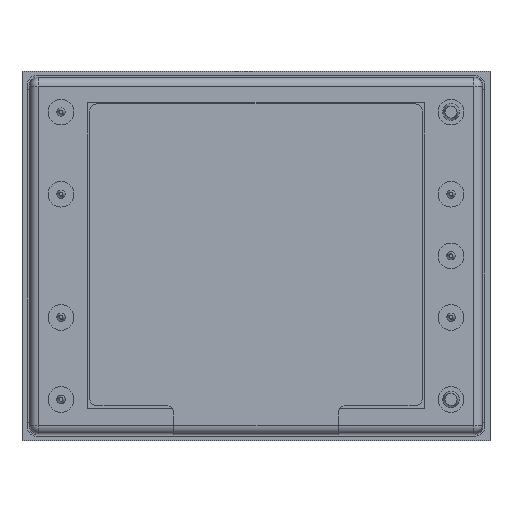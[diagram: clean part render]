
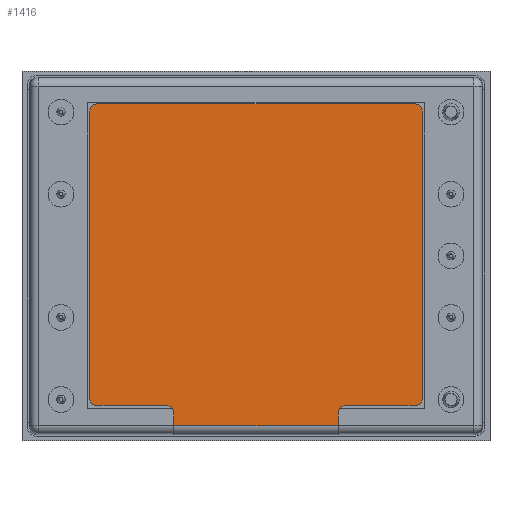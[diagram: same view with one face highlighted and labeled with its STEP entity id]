
A CAD part, top view. The second image highlights one B-rep face of the part: STEP entity #1416.
In plain terms, the highlighted planar face has unit normal (0, 0, 1).
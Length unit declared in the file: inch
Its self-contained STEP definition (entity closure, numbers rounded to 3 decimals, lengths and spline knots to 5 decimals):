
#1358 = VERTEX_POINT ( 'NONE', #3190 ) ;
#1360 = VERTEX_POINT ( 'NONE', #3184 ) ;
#1411 = ORIENTED_EDGE ( 'NONE', *, *, #1595, .T. ) ;
#1412 = EDGE_CURVE ( 'NONE', #1439, #1453, #3401, .T. ) ;
#1416 = ADVANCED_FACE ( 'NONE', ( #3431 ), #3434, .T. ) ;
#1417 = ORIENTED_EDGE ( 'NONE', *, *, #1549, .T. ) ;
#1418 = ORIENTED_EDGE ( 'NONE', *, *, #1450, .T. ) ;
#1434 = ORIENTED_EDGE ( 'NONE', *, *, #1604, .T. ) ;
#1435 = VERTEX_POINT ( 'NONE', #3442 ) ;
#1436 = VERTEX_POINT ( 'NONE', #3429 ) ;
#1437 = EDGE_CURVE ( 'NONE', #1358, #1454, #3486, .T. ) ;
#1439 = VERTEX_POINT ( 'NONE', #3444 ) ;
#1440 = VERTEX_POINT ( 'NONE', #3487 ) ;
#1441 = ORIENTED_EDGE ( 'NONE', *, *, #1544, .T. ) ;
#1443 = ORIENTED_EDGE ( 'NONE', *, *, #1412, .T. ) ;
#1448 = VERTEX_POINT ( 'NONE', #3475 ) ;
#1449 = ORIENTED_EDGE ( 'NONE', *, *, #1437, .T. ) ;
#1450 = EDGE_CURVE ( 'NONE', #1602, #1440, #3472, .T. ) ;
#1451 = ORIENTED_EDGE ( 'NONE', *, *, #1545, .T. ) ;
#1453 = VERTEX_POINT ( 'NONE', #3464 ) ;
#1454 = VERTEX_POINT ( 'NONE', #3437 ) ;
#1455 = ORIENTED_EDGE ( 'NONE', *, *, #1603, .T. ) ;
#1456 = EDGE_CURVE ( 'NONE', #1548, #1358, #3465, .T. ) ;
#1543 = VERTEX_POINT ( 'NONE', #3539 ) ;
#1544 = EDGE_CURVE ( 'NONE', #1435, #1543, #3601, .T. ) ;
#1545 = EDGE_CURVE ( 'NONE', #1448, #1435, #3546, .T. ) ;
#1548 = VERTEX_POINT ( 'NONE', #3544 ) ;
#1549 = EDGE_CURVE ( 'NONE', #1543, #1602, #3596, .T. ) ;
#1550 = ORIENTED_EDGE ( 'NONE', *, *, #1570, .F. ) ;
#1551 = EDGE_CURVE ( 'NONE', #1601, #1596, #3582, .T. ) ;
#1553 = EDGE_CURVE ( 'NONE', #1454, #1448, #3577, .T. ) ;
#1570 = EDGE_CURVE ( 'NONE', #1360, #1453, #3810, .T. ) ;
#1595 = EDGE_CURVE ( 'NONE', #1440, #1439, #3907, .T. ) ;
#1596 = VERTEX_POINT ( 'NONE', #3829 ) ;
#1597 = ORIENTED_EDGE ( 'NONE', *, *, #1553, .T. ) ;
#1598 = ORIENTED_EDGE ( 'NONE', *, *, #1456, .T. ) ;
#1599 = ORIENTED_EDGE ( 'NONE', *, *, #1600, .T. ) ;
#1600 = EDGE_CURVE ( 'NONE', #1436, #1601, #3952, .T. ) ;
#1601 = VERTEX_POINT ( 'NONE', #3877 ) ;
#1602 = VERTEX_POINT ( 'NONE', #3903 ) ;
#1603 = EDGE_CURVE ( 'NONE', #1596, #1548, #3902, .T. ) ;
#1604 = EDGE_CURVE ( 'NONE', #1360, #1436, #3947, .T. ) ;
#1641 = EDGE_LOOP ( 'NONE', ( #1550, #1434, #1599, #1642, #1455, #1598, #1449, #1597, #1451, #1441, #1417, #1418, #1411, #1443 ) ) ;
#1642 = ORIENTED_EDGE ( 'NONE', *, *, #1551, .T. ) ;
#3184 = CARTESIAN_POINT ( 'NONE',  ( -0.74, 0.07327, 0.52 ) ) ;
#3190 = CARTESIAN_POINT ( 'NONE',  ( -0.33, 1.60489, 0.52 ) ) ;
#3398 = DIRECTION ( 'NONE',  ( 0., -1., 0. ) ) ;
#3399 = VECTOR ( 'NONE', #3398, 39.37008 ) ;
#3400 = CARTESIAN_POINT ( 'NONE',  ( -1.54, 0.13489, 0.52 ) ) ;
#3401 = LINE ( 'NONE', #3400, #3399 ) ;
#3429 = CARTESIAN_POINT ( 'NONE',  ( -0.74, 0.13489, 0.52 ) ) ;
#3430 = AXIS2_PLACEMENT_3D ( 'NONE', #3456, #3455, #3454 ) ;
#3431 = FACE_OUTER_BOUND ( 'NONE', #1641, .T. ) ;
#3434 = PLANE ( 'NONE',  #3430 ) ;
#3437 = CARTESIAN_POINT ( 'NONE',  ( -0.365, 1.63989, 0.52 ) ) ;
#3442 = CARTESIAN_POINT ( 'NONE',  ( -1.95, 1.60489, 0.52 ) ) ;
#3444 = CARTESIAN_POINT ( 'NONE',  ( -1.54, 0.13489, 0.52 ) ) ;
#3454 = DIRECTION ( 'NONE',  ( 1., 0., 0. ) ) ;
#3455 = DIRECTION ( 'NONE',  ( 0., 0., 1. ) ) ;
#3456 = CARTESIAN_POINT ( 'NONE',  ( -0.365, 0.20489, 0.52 ) ) ;
#3457 = VECTOR ( 'NONE', #3512, 39.37008 ) ;
#3458 = CARTESIAN_POINT ( 'NONE',  ( -0.33, 0.20489, 0.52 ) ) ;
#3462 = DIRECTION ( 'NONE',  ( 1., 0., 0. ) ) ;
#3463 = VECTOR ( 'NONE', #3462, 39.37008 ) ;
#3464 = CARTESIAN_POINT ( 'NONE',  ( -1.54, 0.07327, 0.52 ) ) ;
#3465 = LINE ( 'NONE', #3458, #3457 ) ;
#3471 = CARTESIAN_POINT ( 'NONE',  ( -1.915, 0.16989, 0.52 ) ) ;
#3472 = LINE ( 'NONE', #3471, #3463 ) ;
#3475 = CARTESIAN_POINT ( 'NONE',  ( -1.915, 1.63989, 0.52 ) ) ;
#3482 = DIRECTION ( 'NONE',  ( -1., 0., 0. ) ) ;
#3483 = DIRECTION ( 'NONE',  ( 0., 0., 1. ) ) ;
#3484 = CARTESIAN_POINT ( 'NONE',  ( -0.365, 1.60489, 0.52 ) ) ;
#3485 = AXIS2_PLACEMENT_3D ( 'NONE', #3484, #3483, #3482 ) ;
#3486 = CIRCLE ( 'NONE', #3485, 0.035 ) ;
#3487 = CARTESIAN_POINT ( 'NONE',  ( -1.575, 0.16989, 0.52 ) ) ;
#3512 = DIRECTION ( 'NONE',  ( 0., 1., 0. ) ) ;
#3539 = CARTESIAN_POINT ( 'NONE',  ( -1.95, 0.20489, 0.52 ) ) ;
#3544 = CARTESIAN_POINT ( 'NONE',  ( -0.33, 0.20489, 0.52 ) ) ;
#3546 = CIRCLE ( 'NONE', #3592, 0.035 ) ;
#3574 = DIRECTION ( 'NONE',  ( -1., 0., 0. ) ) ;
#3575 = VECTOR ( 'NONE', #3574, 39.37008 ) ;
#3576 = CARTESIAN_POINT ( 'NONE',  ( -1.915, 1.63989, 0.52 ) ) ;
#3577 = LINE ( 'NONE', #3576, #3575 ) ;
#3579 = DIRECTION ( 'NONE',  ( 1., 0., 0. ) ) ;
#3580 = VECTOR ( 'NONE', #3579, 39.37008 ) ;
#3581 = CARTESIAN_POINT ( 'NONE',  ( -0.705, 0.16989, 0.52 ) ) ;
#3582 = LINE ( 'NONE', #3581, #3580 ) ;
#3585 = DIRECTION ( 'NONE',  ( -1., 0., 0. ) ) ;
#3586 = DIRECTION ( 'NONE',  ( 0., 0., 1. ) ) ;
#3587 = CARTESIAN_POINT ( 'NONE',  ( -1.915, 0.20489, 0.52 ) ) ;
#3588 = AXIS2_PLACEMENT_3D ( 'NONE', #3587, #3586, #3585 ) ;
#3589 = DIRECTION ( 'NONE',  ( -1., 0., 0. ) ) ;
#3590 = DIRECTION ( 'NONE',  ( 0., 0., 1. ) ) ;
#3591 = CARTESIAN_POINT ( 'NONE',  ( -1.915, 1.60489, 0.52 ) ) ;
#3592 = AXIS2_PLACEMENT_3D ( 'NONE', #3591, #3590, #3589 ) ;
#3594 = DIRECTION ( 'NONE',  ( 0., -1., 0. ) ) ;
#3595 = VECTOR ( 'NONE', #3594, 39.37008 ) ;
#3596 = CIRCLE ( 'NONE', #3588, 0.035 ) ;
#3600 = CARTESIAN_POINT ( 'NONE',  ( -1.95, 0.20489, 0.52 ) ) ;
#3601 = LINE ( 'NONE', #3600, #3595 ) ;
#3803 = DIRECTION ( 'NONE',  ( -1., 0., 0. ) ) ;
#3804 = VECTOR ( 'NONE', #3803, 39.37008 ) ;
#3810 = LINE ( 'NONE', #3812, #3804 ) ;
#3812 = CARTESIAN_POINT ( 'NONE',  ( -0.365, 0.07327, 0.52 ) ) ;
#3828 = AXIS2_PLACEMENT_3D ( 'NONE', #3878, #3900, #3899 ) ;
#3829 = CARTESIAN_POINT ( 'NONE',  ( -0.365, 0.16989, 0.52 ) ) ;
#3877 = CARTESIAN_POINT ( 'NONE',  ( -0.705, 0.16989, 0.52 ) ) ;
#3878 = CARTESIAN_POINT ( 'NONE',  ( -1.575, 0.13489, 0.52 ) ) ;
#3898 = AXIS2_PLACEMENT_3D ( 'NONE', #3906, #3943, #3942 ) ;
#3899 = DIRECTION ( 'NONE',  ( 1., 0., 0. ) ) ;
#3900 = DIRECTION ( 'NONE',  ( 0., 0., -1. ) ) ;
#3902 = CIRCLE ( 'NONE', #3898, 0.035 ) ;
#3903 = CARTESIAN_POINT ( 'NONE',  ( -1.915, 0.16989, 0.52 ) ) ;
#3906 = CARTESIAN_POINT ( 'NONE',  ( -0.365, 0.20489, 0.52 ) ) ;
#3907 = CIRCLE ( 'NONE', #3828, 0.035 ) ;
#3937 = DIRECTION ( 'NONE',  ( 0., 1., 0. ) ) ;
#3938 = VECTOR ( 'NONE', #3937, 39.37008 ) ;
#3942 = DIRECTION ( 'NONE',  ( 1., 0., 0. ) ) ;
#3943 = DIRECTION ( 'NONE',  ( 0., 0., 1. ) ) ;
#3946 = CARTESIAN_POINT ( 'NONE',  ( -0.74, -0.19511, 0.52 ) ) ;
#3947 = LINE ( 'NONE', #3946, #3938 ) ;
#3948 = DIRECTION ( 'NONE',  ( -1., 0., 0. ) ) ;
#3949 = DIRECTION ( 'NONE',  ( 0., 0., -1. ) ) ;
#3950 = CARTESIAN_POINT ( 'NONE',  ( -0.705, 0.13489, 0.52 ) ) ;
#3951 = AXIS2_PLACEMENT_3D ( 'NONE', #3950, #3949, #3948 ) ;
#3952 = CIRCLE ( 'NONE', #3951, 0.035 ) ;
